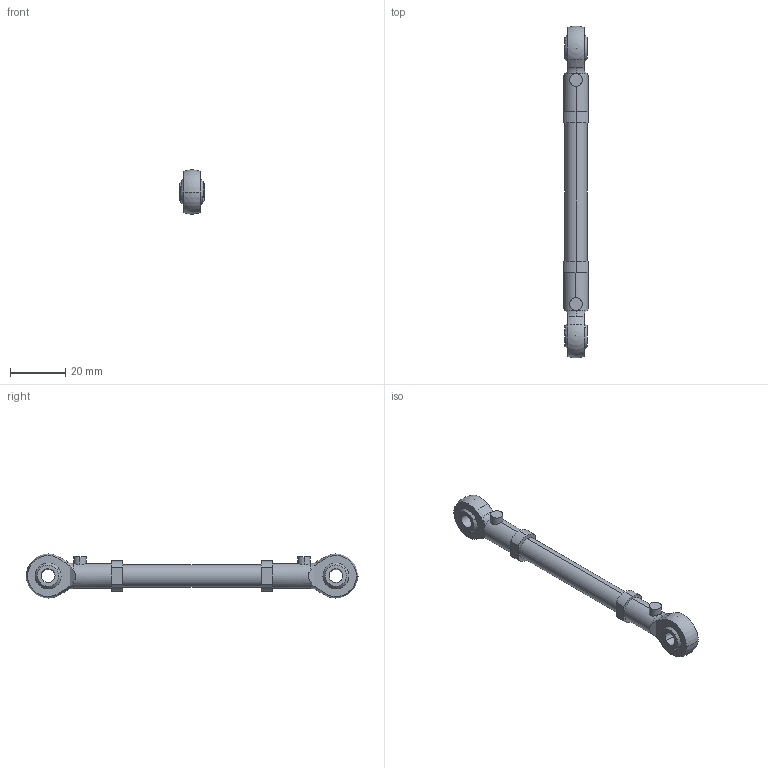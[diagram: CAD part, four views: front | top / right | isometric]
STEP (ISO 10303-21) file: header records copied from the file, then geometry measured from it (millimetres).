
FILE_DESCRIPTION (( 'STEP AP214' ), '1' );
FILE_NAME ('heim_rod_assem.STEP', '2025-05-02T20:19:45', ( '' ), ( '' ), 'SwSTEP 2.0', 'SolidWorks 2024', '' );
FILE_SCHEMA (( 'AUTOMOTIVE_DESIGN' ));
Length unit declared in the file: millimetre
Products named in the file (6): PHS5A; heim_rod_assem; heim_rod; PHS 5 Body; PHS 5 BALL Copy
Assembly tree (7 placements, depth 3):
  heim_rod_assem
    heim_rod
    PHS5A
      PHS 5 BALL Copy
      PHS 5 Body
    PHS5A
      PHS 5 BALL Copy
      PHS 5 Body
Bounding box: 9 x 120 x 16 mm (x, y, z)
Volume: 7259.9 mm3; surface area: 5806.1 mm2
Topology: 5 solids, 5 shells, 92 faces, 264 edges, 170 vertices
Faces by surface type: cylinder 32, plane 28, cone 14, sphere 12, torus 6
Entity records: 1939 total; most frequent: CARTESIAN_POINT 537, DIRECTION 286, ORIENTED_EDGE 250, AXIS2_PLACEMENT_3D 126, EDGE_CURVE 125, VERTEX_POINT 81, CIRCLE 63, EDGE_LOOP 58
